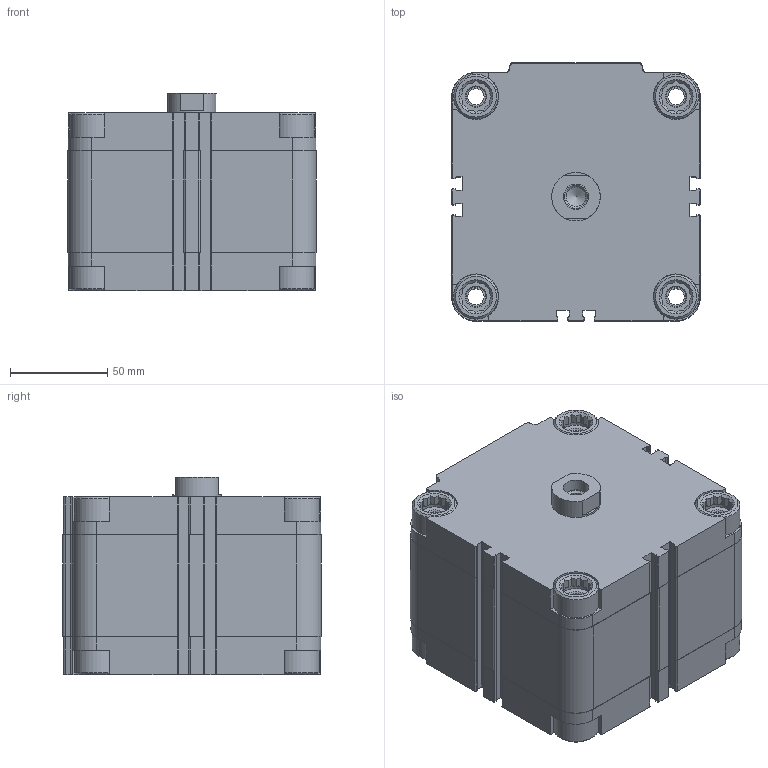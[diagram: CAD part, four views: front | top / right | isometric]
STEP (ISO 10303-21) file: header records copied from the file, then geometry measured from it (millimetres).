
FILE_DESCRIPTION(/* description */ ('STEP AP214'),/* implementation_level */ '2;1');
FILE_NAME(/* name */ '156580_ADVU-100-25-P-A',/* time_stamp */ '2024-08-01T21:51:06+02:00',/* author */ ('License CC BY-ND 4.0'),/* organization */ ('CADENAS'),/* preprocessor_version */ 'ST-DEVELOPER v19.3',/* originating_system */ 'PARTsolutions',/* authorisation */ ' ');
FILE_SCHEMA (('AP203_CONFIGURATION_CONTROLLED_3D_DESIGN_OF_MECHANICAL_PARTS_AND_ASSEMBLIES_MIM_LF { 1 0 10303 203 3 1 4 }','AUTOMOTIVE_DESIGN {1 0 10303 214 3 1 1}'));
Length unit declared in the file: millimetre
Products named in the file (3): 156580 ADVU-100-25-P-A---(0); 156580 ADVU-100-25-P-A---(ZR); 156580 ADVU-100-25-P-A---(KS)
Assembly tree (2 placements, depth 2):
  156580 ADVU-100-25-P-A---(0)
    156580 ADVU-100-25-P-A---(ZR)
    156580 ADVU-100-25-P-A---(KS)
Bounding box: 128 x 133 x 101.5 mm (x, y, z)
Volume: 1259181.7 mm3; surface area: 161592.8 mm2
Topology: 2 solids, 2 shells, 585 faces, 1588 edges, 1052 vertices
Faces by surface type: plane 389, cylinder 165, cone 31
Full cylindrical faces by diameter (mm): 8 x1, 8.376 x8, 10.106 x1, 11.445 x2, 13 x1, 15.4 x4, 16.5 x8, 23 x8, 25 x2, 100 x2
Entity records: 18264 total; most frequent: CARTESIAN_POINT 3725, ORIENTED_EDGE 3026, DIRECTION 2866, EDGE_CURVE 1513, VERTEX_POINT 1048, AXIS2_PLACEMENT_3D 957, LINE 952, VECTOR 952
